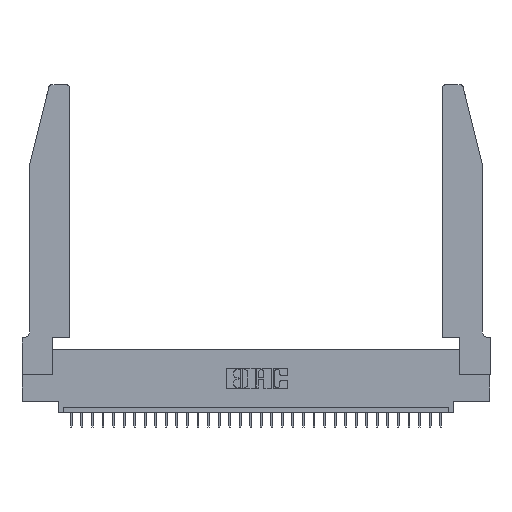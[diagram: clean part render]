
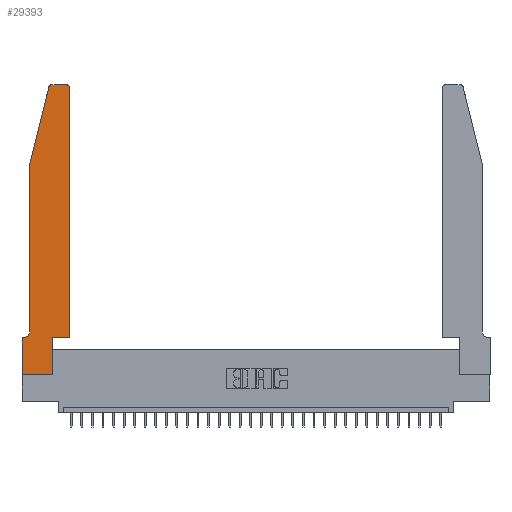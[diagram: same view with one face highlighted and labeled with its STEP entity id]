
A CAD part, top view. The second image highlights one B-rep face of the part: STEP entity #29393.
In plain terms, the highlighted planar face has unit normal (0, 0, 1).
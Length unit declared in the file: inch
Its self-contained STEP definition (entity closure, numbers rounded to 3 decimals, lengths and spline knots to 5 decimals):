
#254 = CARTESIAN_POINT ( 'NONE',  ( 0.0755, 2., 0.37 ) ) ;
#321 = VECTOR ( 'NONE', #7976, 39.37008 ) ;
#1419 = CARTESIAN_POINT ( 'NONE',  ( 0.284, 2.72, 0.37 ) ) ;
#1648 = EDGE_CURVE ( 'NONE', #15556, #12276, #14379, .T. ) ;
#2177 = CARTESIAN_POINT ( 'NONE',  ( 0.4205, 2.72, 0.37 ) ) ;
#2596 = EDGE_CURVE ( 'NONE', #7794, #21655, #17436, .T. ) ;
#2909 = ORIENTED_EDGE ( 'NONE', *, *, #16176, .T. ) ;
#3160 = CIRCLE ( 'NONE', #16981, 0.03 ) ;
#3216 = VERTEX_POINT ( 'NONE', #26695 ) ;
#3472 = EDGE_CURVE ( 'NONE', #25624, #14212, #5054, .T. ) ;
#3699 = CARTESIAN_POINT ( 'NONE',  ( 0.0755, 2., 0.37 ) ) ;
#3928 = CARTESIAN_POINT ( 'NONE',  ( 0.4505, 2.72, 0.37 ) ) ;
#4285 = VERTEX_POINT ( 'NONE', #22087 ) ;
#4696 = LINE ( 'NONE', #24999, #11105 ) ;
#5027 = DIRECTION ( 'NONE',  ( -1., 0., 0. ) ) ;
#5054 = LINE ( 'NONE', #13643, #29378 ) ;
#5146 = LINE ( 'NONE', #17625, #22006 ) ;
#5231 = ORIENTED_EDGE ( 'NONE', *, *, #1648, .T. ) ;
#5521 = VERTEX_POINT ( 'NONE', #25249 ) ;
#6262 = EDGE_CURVE ( 'NONE', #5521, #25624, #5146, .T. ) ;
#6409 = VECTOR ( 'NONE', #31957, 39.37008 ) ;
#7534 = DIRECTION ( 'NONE',  ( 1., 0., 0. ) ) ;
#7794 = VERTEX_POINT ( 'NONE', #27586 ) ;
#7976 = DIRECTION ( 'NONE',  ( 0., 1., 0. ) ) ;
#9115 = ORIENTED_EDGE ( 'NONE', *, *, #6262, .T. ) ;
#9215 = DIRECTION ( 'NONE',  ( -1., 0., 0. ) ) ;
#9803 = CARTESIAN_POINT ( 'NONE',  ( 0.0755, 2., 0.37 ) ) ;
#10009 = DIRECTION ( 'NONE',  ( 1., 0., 0. ) ) ;
#10349 = ORIENTED_EDGE ( 'NONE', *, *, #17662, .T. ) ;
#11105 = VECTOR ( 'NONE', #5027, 39.37008 ) ;
#11510 = VERTEX_POINT ( 'NONE', #3928 ) ;
#11859 = DIRECTION ( 'NONE',  ( 0., 0., 1. ) ) ;
#12195 = VECTOR ( 'NONE', #14153, 39.37008 ) ;
#12228 = EDGE_CURVE ( 'NONE', #21655, #11510, #20797, .T. ) ;
#12276 = VERTEX_POINT ( 'NONE', #31411 ) ;
#12684 = CARTESIAN_POINT ( 'NONE',  ( 0.4505, 0.35, 0.37 ) ) ;
#12799 = ORIENTED_EDGE ( 'NONE', *, *, #3472, .T. ) ;
#13407 = VECTOR ( 'NONE', #32393, 39.37008 ) ;
#13590 = CARTESIAN_POINT ( 'NONE',  ( 0.2605, 2.75, 0.37 ) ) ;
#13643 = CARTESIAN_POINT ( 'NONE',  ( 0., 0., 0.37 ) ) ;
#14153 = DIRECTION ( 'NONE',  ( -0.239, -0.971, 0. ) ) ;
#14212 = VERTEX_POINT ( 'NONE', #19834 ) ;
#14221 = ORIENTED_EDGE ( 'NONE', *, *, #30763, .T. ) ;
#14379 = LINE ( 'NONE', #13590, #30364 ) ;
#14603 = ORIENTED_EDGE ( 'NONE', *, *, #18352, .T. ) ;
#14697 = DIRECTION ( 'NONE',  ( -1., 0., 0. ) ) ;
#15556 = VERTEX_POINT ( 'NONE', #27843 ) ;
#16176 = EDGE_CURVE ( 'NONE', #14212, #7794, #29578, .T. ) ;
#16439 = ORIENTED_EDGE ( 'NONE', *, *, #29323, .T. ) ;
#16981 = AXIS2_PLACEMENT_3D ( 'NONE', #2177, #11859, #10009 ) ;
#17071 = CARTESIAN_POINT ( 'NONE',  ( 0.0755, 0.42, 0.37 ) ) ;
#17188 = CARTESIAN_POINT ( 'NONE',  ( 0.0055, 0.42, 0.37 ) ) ;
#17436 = LINE ( 'NONE', #25092, #13407 ) ;
#17557 = AXIS2_PLACEMENT_3D ( 'NONE', #26333, #31295, #18686 ) ;
#17625 = CARTESIAN_POINT ( 'NONE',  ( 0., 0., 0.37 ) ) ;
#17662 = EDGE_CURVE ( 'NONE', #12276, #4285, #27848, .T. ) ;
#18352 = EDGE_CURVE ( 'NONE', #28625, #3216, #28395, .T. ) ;
#18686 = DIRECTION ( 'NONE',  ( 1., 0., 0. ) ) ;
#19188 = FACE_OUTER_BOUND ( 'NONE', #23066, .T. ) ;
#19573 = DIRECTION ( 'NONE',  ( 1., 0., 0. ) ) ;
#19834 = CARTESIAN_POINT ( 'NONE',  ( 0.2865, 0., 0.37 ) ) ;
#20797 = LINE ( 'NONE', #28449, #321 ) ;
#20903 = VERTEX_POINT ( 'NONE', #254 ) ;
#20940 = AXIS2_PLACEMENT_3D ( 'NONE', #1419, #26554, #19573 ) ;
#20974 = AXIS2_PLACEMENT_3D ( 'NONE', #17188, #27348, #14697 ) ;
#21655 = VERTEX_POINT ( 'NONE', #12684 ) ;
#22006 = VECTOR ( 'NONE', #27772, 39.37008 ) ;
#22087 = CARTESIAN_POINT ( 'NONE',  ( 0.25487, 2.72718, 0.37 ) ) ;
#22395 = ORIENTED_EDGE ( 'NONE', *, *, #12228, .T. ) ;
#23066 = EDGE_LOOP ( 'NONE', ( #5231, #10349, #31110, #16439, #14603, #28515, #9115, #12799, #2909, #24533, #22395, #14221 ) ) ;
#24533 = ORIENTED_EDGE ( 'NONE', *, *, #2596, .T. ) ;
#24688 = VECTOR ( 'NONE', #27404, 39.37008 ) ;
#24999 = CARTESIAN_POINT ( 'NONE',  ( 0.0755, 0.35, 0.37 ) ) ;
#25078 = EDGE_CURVE ( 'NONE', #3216, #5521, #4696, .T. ) ;
#25092 = CARTESIAN_POINT ( 'NONE',  ( 0.4505, 0.35, 0.37 ) ) ;
#25249 = CARTESIAN_POINT ( 'NONE',  ( 0., 0.35, 0.37 ) ) ;
#25624 = VERTEX_POINT ( 'NONE', #25776 ) ;
#25776 = CARTESIAN_POINT ( 'NONE',  ( 0., 0., 0.37 ) ) ;
#26333 = CARTESIAN_POINT ( 'NONE',  ( 0., 0.35, 0.37 ) ) ;
#26554 = DIRECTION ( 'NONE',  ( 0., 0., 1. ) ) ;
#26695 = CARTESIAN_POINT ( 'NONE',  ( 0.0055, 0.35, 0.37 ) ) ;
#26957 = LINE ( 'NONE', #9803, #12195 ) ;
#27233 = CARTESIAN_POINT ( 'NONE',  ( 0.2865, 0.35, 0.37 ) ) ;
#27348 = DIRECTION ( 'NONE',  ( 0., 0., -1. ) ) ;
#27404 = DIRECTION ( 'NONE',  ( 0., 1., 0. ) ) ;
#27586 = CARTESIAN_POINT ( 'NONE',  ( 0.2865, 0.35, 0.37 ) ) ;
#27772 = DIRECTION ( 'NONE',  ( 0., -1., 0. ) ) ;
#27843 = CARTESIAN_POINT ( 'NONE',  ( 0.4205, 2.75, 0.37 ) ) ;
#27848 = CIRCLE ( 'NONE', #20940, 0.03 ) ;
#28395 = CIRCLE ( 'NONE', #20974, 0.07 ) ;
#28449 = CARTESIAN_POINT ( 'NONE',  ( 0.4505, 0.35, 0.37 ) ) ;
#28515 = ORIENTED_EDGE ( 'NONE', *, *, #25078, .T. ) ;
#28625 = VERTEX_POINT ( 'NONE', #17071 ) ;
#28656 = PLANE ( 'NONE',  #17557 ) ;
#29323 = EDGE_CURVE ( 'NONE', #20903, #28625, #29329, .T. ) ;
#29329 = LINE ( 'NONE', #3699, #6409 ) ;
#29378 = VECTOR ( 'NONE', #7534, 39.37008 ) ;
#29393 = ADVANCED_FACE ( 'NONE', ( #19188 ), #28656, .T. ) ;
#29578 = LINE ( 'NONE', #27233, #24688 ) ;
#29852 = EDGE_CURVE ( 'NONE', #4285, #20903, #26957, .T. ) ;
#30364 = VECTOR ( 'NONE', #9215, 39.37008 ) ;
#30763 = EDGE_CURVE ( 'NONE', #11510, #15556, #3160, .T. ) ;
#31110 = ORIENTED_EDGE ( 'NONE', *, *, #29852, .T. ) ;
#31295 = DIRECTION ( 'NONE',  ( 0., 0., 1. ) ) ;
#31411 = CARTESIAN_POINT ( 'NONE',  ( 0.284, 2.75, 0.37 ) ) ;
#31957 = DIRECTION ( 'NONE',  ( 0., -1., 0. ) ) ;
#32393 = DIRECTION ( 'NONE',  ( 1., 0., 0. ) ) ;
